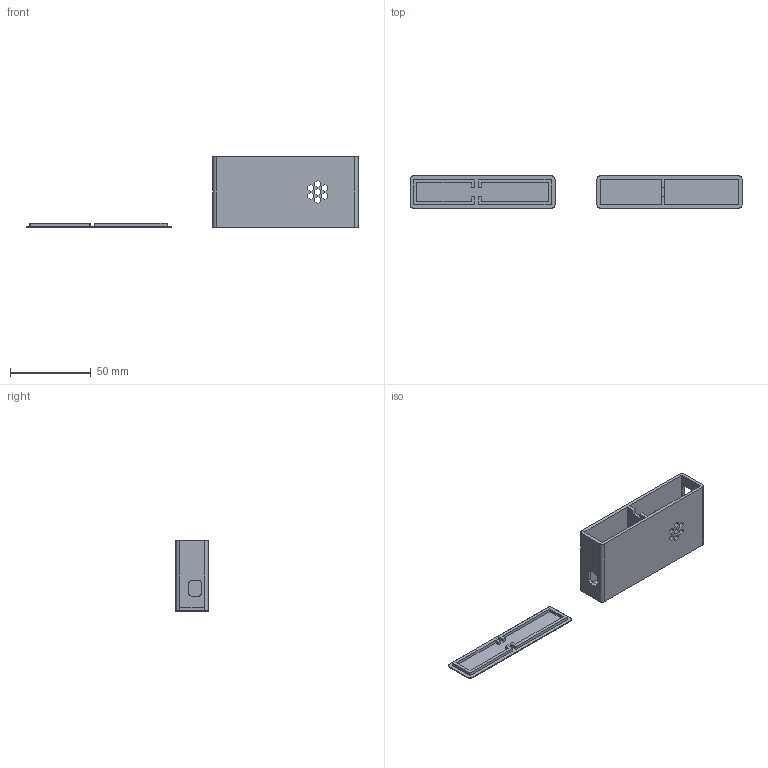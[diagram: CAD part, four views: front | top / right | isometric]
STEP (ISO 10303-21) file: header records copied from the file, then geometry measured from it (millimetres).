
FILE_DESCRIPTION(/* description */ (''),/* implementation_level */ '2;1');
FILE_NAME(/* name */ 'capteur qualit air temp et humid v4.step',/* time_stamp */ '2026-02-15T15:39:53+01:00',/* author */ (''),/* organization */ (''),/* preprocessor_version */ 'ST-DEVELOPER v20.1',/* originating_system */ 'Autodesk Translation Framework v14.24.0.0',/* authorisation */ '');
FILE_SCHEMA (('AUTOMOTIVE_DESIGN { 1 0 10303 214 3 1 1 }'));
Length unit declared in the file: millimetre
Products named in the file (1): capteur qualité air temp et humid
Bounding box: 206 x 20 x 44 mm (x, y, z)
Volume: 23367.4 mm3; surface area: 26848.7 mm2
Topology: 2 solids, 2 shells, 163 faces, 468 edges, 312 vertices
Faces by surface type: plane 151, cylinder 12
Entity records: 5342 total; most frequent: CARTESIAN_POINT 944, ORIENTED_EDGE 936, DIRECTION 820, EDGE_CURVE 468, LINE 444, VECTOR 444, VERTEX_POINT 312, EDGE_LOOP 198
